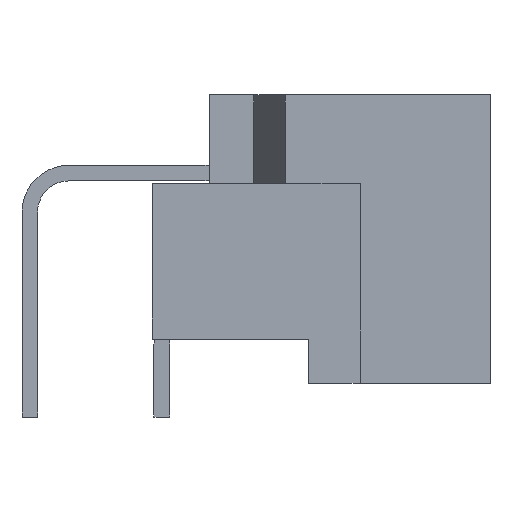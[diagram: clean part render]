
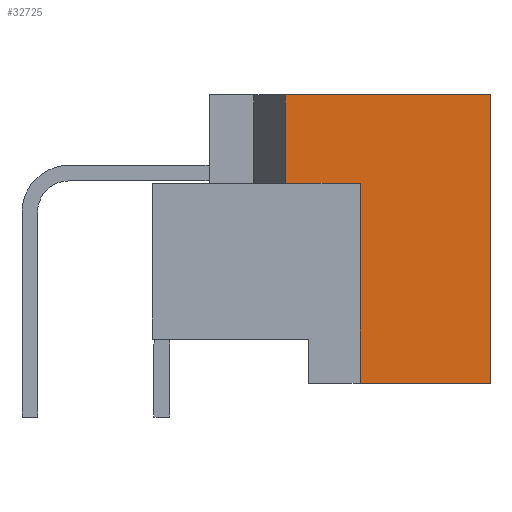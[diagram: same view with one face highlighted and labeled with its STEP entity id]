
A CAD part, front view. The second image highlights one B-rep face of the part: STEP entity #32725.
In plain terms, the highlighted free-form (B-spline) face has degree [1, 1] with [2, 2] control points.
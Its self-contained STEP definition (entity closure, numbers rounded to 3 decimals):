
#31519=CARTESIAN_POINT('',(4.763,-80.58,6.));
#31520=VERTEX_POINT('',#31519);
#31526=CARTESIAN_POINT('',(4.763,-80.58,9.4));
#31527=VERTEX_POINT('',#31526);
#31528=CARTESIAN_POINT('',(4.763,-80.58,6.));
#31529=CARTESIAN_POINT('',(4.763,-80.58,9.4));
#31530=B_SPLINE_CURVE_WITH_KNOTS('',1,(#31528,#31529),.UNSPECIFIED.,.F.,.U.,(2,2),(3.175,4.578),.UNSPECIFIED.);
#31531=EDGE_CURVE('',#31520,#31527,#31530,.T.);
#32295=CARTESIAN_POINT('',(12.64,-80.58,9.4));
#32296=VERTEX_POINT('',#32295);
#32297=CARTESIAN_POINT('',(12.64,-80.58,-1.7));
#32298=VERTEX_POINT('',#32297);
#32299=CARTESIAN_POINT('',(12.64,-80.58,9.4));
#32300=CARTESIAN_POINT('',(12.64,-80.58,-1.7));
#32301=B_SPLINE_CURVE_WITH_KNOTS('',1,(#32299,#32300),.UNSPECIFIED.,.F.,.U.,(2,2),(0.0,1.409),.UNSPECIFIED.);
#32302=EDGE_CURVE('',#32296,#32298,#32301,.T.);
#32666=CARTESIAN_POINT('',(7.64,-80.58,-1.7));
#32667=VERTEX_POINT('',#32666);
#32668=CARTESIAN_POINT('',(12.64,-80.58,-1.7));
#32669=CARTESIAN_POINT('',(7.64,-80.58,-1.7));
#32670=B_SPLINE_CURVE_WITH_KNOTS('',1,(#32668,#32669),.UNSPECIFIED.,.F.,.U.,(2,2),(0.111,0.746),.UNSPECIFIED.);
#32671=EDGE_CURVE('',#32298,#32667,#32670,.T.);
#32688=CARTESIAN_POINT('',(7.64,-80.58,6.));
#32689=VERTEX_POINT('',#32688);
#32690=CARTESIAN_POINT('',(7.64,-80.58,6.));
#32691=CARTESIAN_POINT('',(7.64,-80.58,-1.7));
#32692=QUASI_UNIFORM_CURVE('',1,(#32690,#32691),.UNSPECIFIED.,.F.,.U.);
#32693=EDGE_CURVE('',#32689,#32667,#32692,.T.);
#32704=CARTESIAN_POINT('',(4.763,-80.58,-1.7));
#32705=CARTESIAN_POINT('',(12.64,-80.58,-1.7));
#32706=CARTESIAN_POINT('',(4.763,-80.58,18.3));
#32707=CARTESIAN_POINT('',(12.64,-80.58,18.3));
#32708=B_SPLINE_SURFACE_WITH_KNOTS('',1,1,((#32704,#32706),(#32705,#32707)),.UNSPECIFIED.,.F.,.F.,.U.,(2,2),(2,2),(0.0,1.0),(0.0,2.539),.UNSPECIFIED.);
#32709=ORIENTED_EDGE('',*,*,#32693,.T.);
#32710=ORIENTED_EDGE('',*,*,#32671,.F.);
#32711=ORIENTED_EDGE('',*,*,#32302,.F.);
#32712=CARTESIAN_POINT('',(4.763,-80.58,9.4));
#32713=CARTESIAN_POINT('',(12.64,-80.58,9.4));
#32714=QUASI_UNIFORM_CURVE('',1,(#32712,#32713),.UNSPECIFIED.,.F.,.U.);
#32715=EDGE_CURVE('',#31527,#32296,#32714,.T.);
#32716=ORIENTED_EDGE('',*,*,#32715,.F.);
#32717=ORIENTED_EDGE('',*,*,#31531,.F.);
#32718=CARTESIAN_POINT('',(4.763,-80.58,6.));
#32719=CARTESIAN_POINT('',(7.64,-80.58,6.));
#32720=QUASI_UNIFORM_CURVE('',1,(#32718,#32719),.UNSPECIFIED.,.F.,.U.);
#32721=EDGE_CURVE('',#31520,#32689,#32720,.T.);
#32722=ORIENTED_EDGE('',*,*,#32721,.T.);
#32723=EDGE_LOOP('',(#32709,#32710,#32711,#32716,#32717,#32722));
#32724=FACE_OUTER_BOUND('',#32723,.T.);
#32725=ADVANCED_FACE('',(#32724),#32708,.T.);
